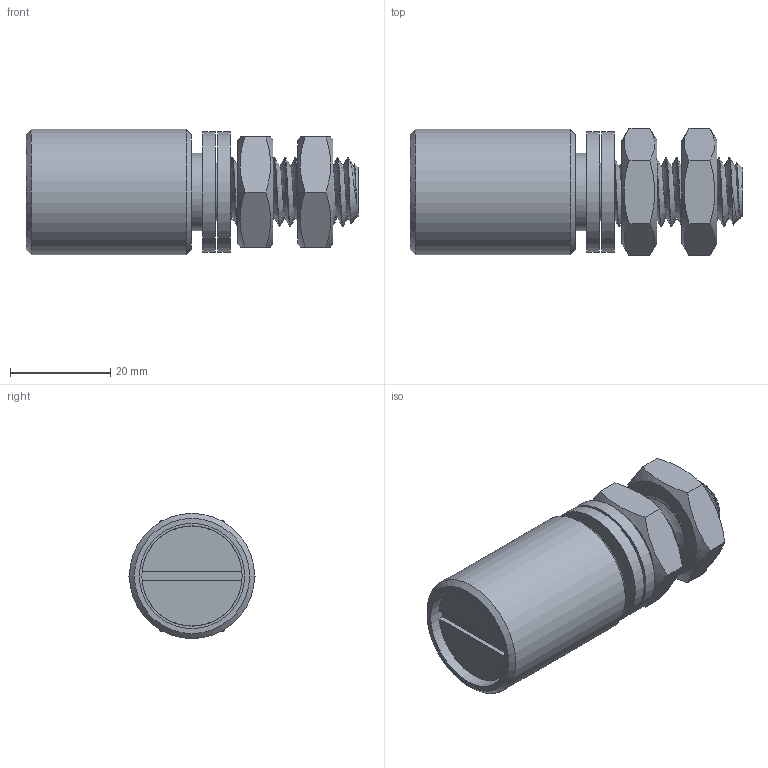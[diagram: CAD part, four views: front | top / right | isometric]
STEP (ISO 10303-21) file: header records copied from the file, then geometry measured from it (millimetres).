
FILE_DESCRIPTION(/* description */ (''),/* implementation_level */ '2;1');
FILE_NAME(/* name */ '23025.stp',/* time_stamp */ '2015-10-14T16:13:53+02:00',/* author */ ('Didierr'),/* organization */ (''),/* preprocessor_version */ 'ST-DEVELOPER v15.6',/* originating_system */ 'Autodesk Inventor 2015',/* authorisation */ '');
FILE_SCHEMA (('AUTOMOTIVE_DESIGN { 1 0 10303 214 3 1 1 }'));
Length unit declared in the file: millimetre
Products named in the file (1): Pièce1
Bounding box: 66.3 x 25.4 x 25 mm (x, y, z)
Volume: 24449.5 mm3; surface area: 12519.8 mm2
Topology: 2 solids, 3 shells, 67 faces, 153 edges, 99 vertices
Faces by surface type: plane 35, cylinder 17, cone 11, bspline 2, torus 2
Full cylindrical faces by diameter (mm): 1 x1, 11.5 x1, 13 x1, 14 x2, 15.5 x1, 16 x1, 20 x1, 21 x1, 24 x2, 25 x1
Entity records: 3793 total; most frequent: CARTESIAN_POINT 2376, DIRECTION 254, ORIENTED_EDGE 240, EDGE_CURVE 120, AXIS2_PLACEMENT_3D 117, EDGE_LOOP 105, VERTEX_POINT 91, STYLED_ITEM 69
